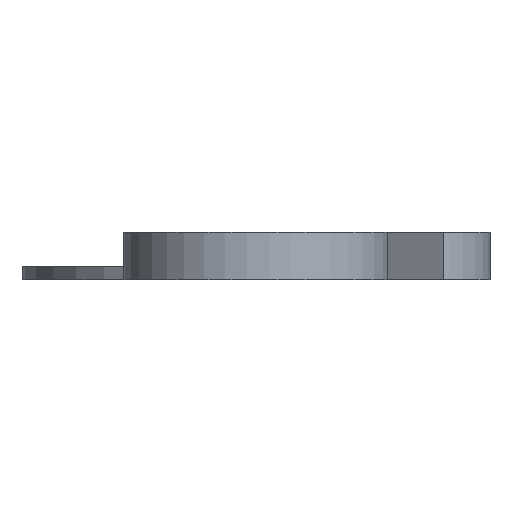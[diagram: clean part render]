
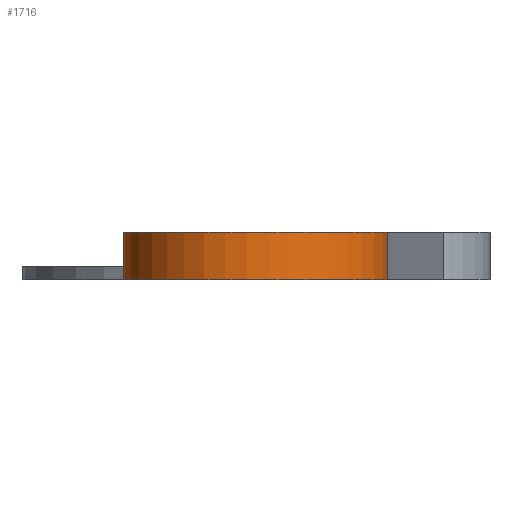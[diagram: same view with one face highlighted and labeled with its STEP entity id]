
A CAD part, front view. The second image highlights one B-rep face of the part: STEP entity #1716.
In plain terms, the highlighted cylindrical face has radius 6.1 mm (diameter 12.2 mm), a partial arc.
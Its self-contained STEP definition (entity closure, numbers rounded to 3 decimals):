
#45 = VERTEX_POINT ( 'NONE', #1800 ) ;
#128 = ORIENTED_EDGE ( 'NONE', *, *, #310, .F. ) ;
#215 = AXIS2_PLACEMENT_3D ( 'NONE', #1423, #1622, #1448 ) ;
#310 = EDGE_CURVE ( 'NONE', #1543, #1560, #555, .T. ) ;
#434 = EDGE_CURVE ( 'NONE', #2036, #1543, #2440, .T. ) ;
#497 = AXIS2_PLACEMENT_3D ( 'NONE', #947, #2577, #1159 ) ;
#544 = EDGE_LOOP ( 'NONE', ( #2333, #1517, #128, #790 ) ) ;
#555 = CIRCLE ( 'NONE', #497, 6.1 ) ;
#567 = DIRECTION ( 'NONE',  ( 0., 0., -1. ) ) ;
#703 = EDGE_CURVE ( 'NONE', #45, #2036, #2170, .T. ) ;
#704 = CYLINDRICAL_SURFACE ( 'NONE', #215, 6.1 ) ;
#790 = ORIENTED_EDGE ( 'NONE', *, *, #434, .F. ) ;
#947 = CARTESIAN_POINT ( 'NONE',  ( 10.75, 6.1, 2.2 ) ) ;
#979 = DIRECTION ( 'NONE',  ( 1., 0., 0. ) ) ;
#1118 = EDGE_CURVE ( 'NONE', #45, #1560, #1854, .T. ) ;
#1122 = DIRECTION ( 'NONE',  ( 0., 0., 1. ) ) ;
#1159 = DIRECTION ( 'NONE',  ( 1., 0., 0. ) ) ;
#1364 = CARTESIAN_POINT ( 'NONE',  ( 4.65, 6.1, 0. ) ) ;
#1382 = CARTESIAN_POINT ( 'NONE',  ( 4.65, 6.1, 2.2 ) ) ;
#1423 = CARTESIAN_POINT ( 'NONE',  ( 10.75, 6.1, 0. ) ) ;
#1448 = DIRECTION ( 'NONE',  ( 1., 0., 0. ) ) ;
#1517 = ORIENTED_EDGE ( 'NONE', *, *, #1118, .T. ) ;
#1543 = VERTEX_POINT ( 'NONE', #1382 ) ;
#1560 = VERTEX_POINT ( 'NONE', #2218 ) ;
#1622 = DIRECTION ( 'NONE',  ( 0., 0., 1. ) ) ;
#1716 = ADVANCED_FACE ( 'NONE', ( #2533 ), #704, .T. ) ;
#1788 = CARTESIAN_POINT ( 'NONE',  ( 10.75, 6.1, 0. ) ) ;
#1800 = CARTESIAN_POINT ( 'NONE',  ( 16.789, 5.237, 0. ) ) ;
#1854 = LINE ( 'NONE', #2301, #2009 ) ;
#2009 = VECTOR ( 'NONE', #1122, 1000. ) ;
#2036 = VERTEX_POINT ( 'NONE', #1364 ) ;
#2045 = VECTOR ( 'NONE', #2225, 1000. ) ;
#2157 = CARTESIAN_POINT ( 'NONE',  ( 4.65, 6.1, 0. ) ) ;
#2170 = CIRCLE ( 'NONE', #2512, 6.1 ) ;
#2218 = CARTESIAN_POINT ( 'NONE',  ( 16.789, 5.237, 2.2 ) ) ;
#2225 = DIRECTION ( 'NONE',  ( 0., 0., 1. ) ) ;
#2301 = CARTESIAN_POINT ( 'NONE',  ( 16.789, 5.237, 0. ) ) ;
#2333 = ORIENTED_EDGE ( 'NONE', *, *, #703, .F. ) ;
#2440 = LINE ( 'NONE', #2157, #2045 ) ;
#2512 = AXIS2_PLACEMENT_3D ( 'NONE', #1788, #567, #979 ) ;
#2533 = FACE_OUTER_BOUND ( 'NONE', #544, .T. ) ;
#2577 = DIRECTION ( 'NONE',  ( 0., 0., 1. ) ) ;
